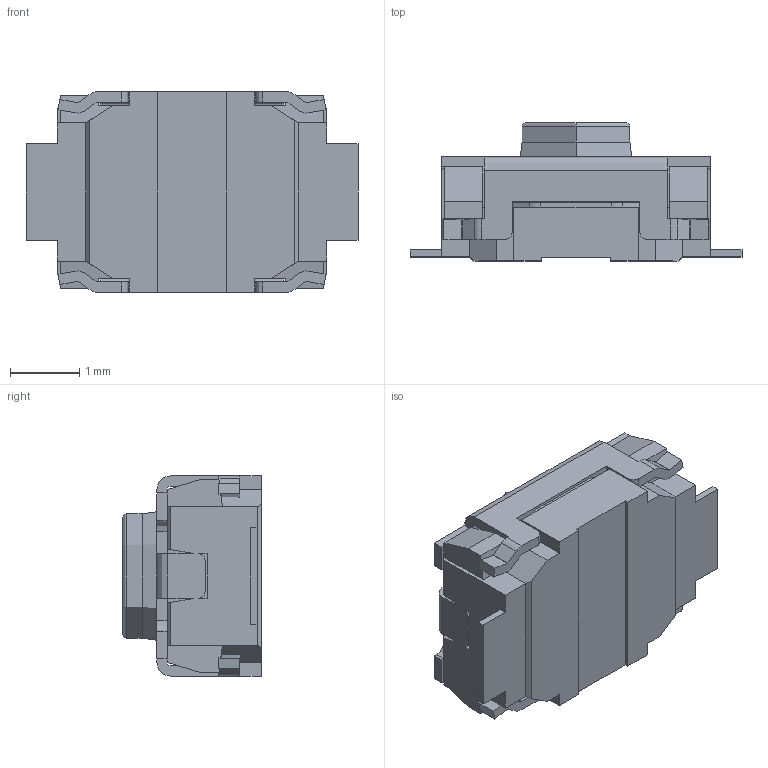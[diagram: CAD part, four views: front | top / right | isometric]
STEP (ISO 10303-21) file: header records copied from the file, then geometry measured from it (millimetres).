
FILE_DESCRIPTION(('STEP AP242'),'1');
FILE_NAME('skrkaee010.stp','2020-12-09T09:01:52',('TraceParts'),('TraceParts S.A.'),'Spatial InterOp 3D',' ',' ');
FILE_SCHEMA(('AP242_MANAGED_MODEL_BASED_3D_ENGINEERING_MIM_LF {1 0 10303 442 1 1 4}'));
Length unit declared in the file: millimetre
Products named in the file (1): skrkaee010
Bounding box: 4.8 x 2 x 2.9 mm (x, y, z)
Volume: 16.2 mm3
Topology: 1 solids, 3 shells, 233 faces, 676 edges, 435 vertices
Faces by surface type: plane 185, cylinder 44, cone 2, torus 2
Entity records: 9467 total; most frequent: CARTESIAN_POINT 1383, ORIENTED_EDGE 1356, DIRECTION 1216, EDGE_CURVE 678, LINE 584, VECTOR 584, VERTEX_POINT 435, AXIS2_PLACEMENT_3D 316
